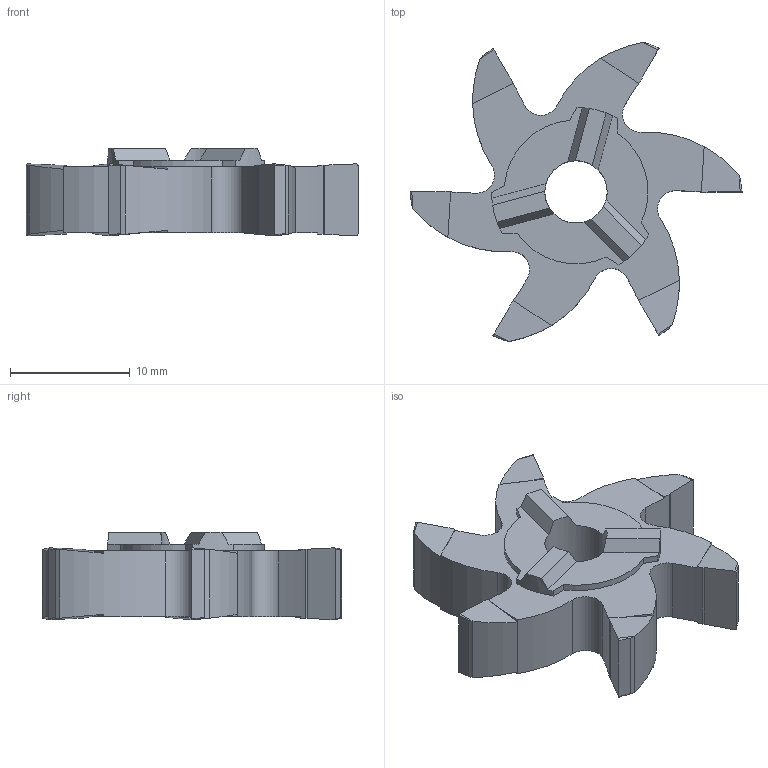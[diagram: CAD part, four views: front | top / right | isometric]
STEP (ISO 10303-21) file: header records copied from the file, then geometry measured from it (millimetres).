
FILE_DESCRIPTION(/* description */ (''),/* implementation_level */ '2;1');
FILE_NAME(/* name */ '1713965855002.stp',/* time_stamp */ '2024-04-24T19:07:43+06:00',/* author */ (''),/* organization */ ('SMS'),/* preprocessor_version */ 'ST-DEVELOPER v16.7',/* originating_system */ 'SIEMENS PLM Software NX 12.0',/* authorisation */ '');
FILE_SCHEMA (('AUTOMOTIVE_DESIGN { 1 0 10303 214 3 1 1 1 }'));
Length unit declared in the file: millimetre
Products named in the file (1): 205283926mod000_00
Bounding box: 27.7 x 24.95 x 7.3 mm (x, y, z)
Volume: 1747 mm3; surface area: 1448.4 mm2
Topology: 2 solids, 2 shells, 125 faces, 354 edges, 237 vertices
Faces by surface type: plane 60, cylinder 35, bspline 30
Entity records: 4774 total; most frequent: CARTESIAN_POINT 1750, ORIENTED_EDGE 706, DIRECTION 511, EDGE_CURVE 353, VERTEX_POINT 232, AXIS2_PLACEMENT_3D 183, LINE 145, VECTOR 145
